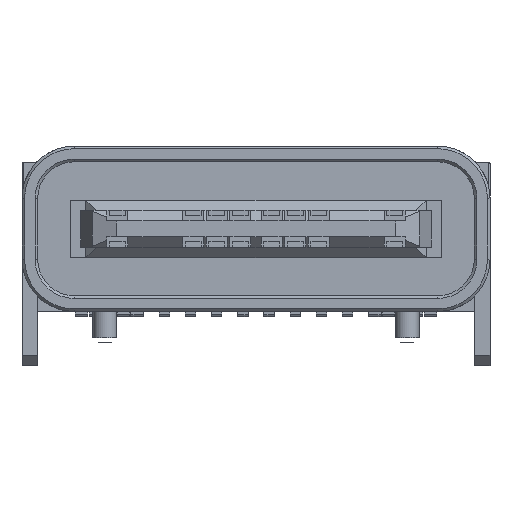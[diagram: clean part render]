
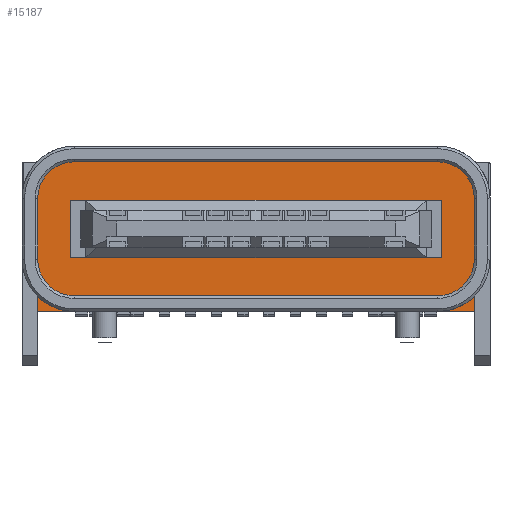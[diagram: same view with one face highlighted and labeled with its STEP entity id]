
A CAD part, front view. The second image highlights one B-rep face of the part: STEP entity #15187.
In plain terms, the highlighted planar face has unit normal (0, -1, 0).
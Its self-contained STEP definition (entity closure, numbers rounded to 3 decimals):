
#463=FACE_BOUND('',#2082,.T.);
#524=PLANE('',#16100);
#1236=FACE_OUTER_BOUND('',#2081,.T.);
#2081=EDGE_LOOP('',(#10185,#10186,#10187,#10188,#10189,#10190));
#2082=EDGE_LOOP('',(#10191,#10192,#10193,#10194));
#2922=LINE('',#20772,#4638);
#3072=LINE('',#21099,#4788);
#3073=LINE('',#21103,#4789);
#3074=LINE('',#21104,#4790);
#3075=LINE('',#21107,#4791);
#3076=LINE('',#21109,#4792);
#3077=LINE('',#21111,#4793);
#3078=LINE('',#21112,#4794);
#4638=VECTOR('',#17073,1.);
#4788=VECTOR('',#17305,1.);
#4789=VECTOR('',#17308,1.);
#4790=VECTOR('',#17309,1.);
#4791=VECTOR('',#17310,1.);
#4792=VECTOR('',#17311,1.);
#4793=VECTOR('',#17312,1.);
#4794=VECTOR('',#17313,1.);
#6354=CIRCLE('',#16063,0.7);
#6358=CIRCLE('',#16101,0.7);
#6494=VERTEX_POINT('',#20769);
#6495=VERTEX_POINT('',#20771);
#6499=VERTEX_POINT('',#20781);
#6631=VERTEX_POINT('',#21098);
#6632=VERTEX_POINT('',#21100);
#6633=VERTEX_POINT('',#21102);
#6634=VERTEX_POINT('',#21105);
#6635=VERTEX_POINT('',#21106);
#6636=VERTEX_POINT('',#21108);
#6637=VERTEX_POINT('',#21110);
#7876=EDGE_CURVE('',#6495,#6494,#2922,.T.);
#7882=EDGE_CURVE('',#6494,#6499,#6354,.T.);
#8032=EDGE_CURVE('',#6631,#6499,#3072,.T.);
#8033=EDGE_CURVE('',#6632,#6631,#6358,.T.);
#8034=EDGE_CURVE('',#6633,#6632,#3073,.T.);
#8035=EDGE_CURVE('',#6495,#6633,#3074,.T.);
#8036=EDGE_CURVE('',#6634,#6635,#3075,.T.);
#8037=EDGE_CURVE('',#6634,#6636,#3076,.T.);
#8038=EDGE_CURVE('',#6637,#6636,#3077,.T.);
#8039=EDGE_CURVE('',#6635,#6637,#3078,.T.);
#10185=ORIENTED_EDGE('',*,*,#7882,.T.);
#10186=ORIENTED_EDGE('',*,*,#8032,.F.);
#10187=ORIENTED_EDGE('',*,*,#8033,.F.);
#10188=ORIENTED_EDGE('',*,*,#8034,.F.);
#10189=ORIENTED_EDGE('',*,*,#8035,.F.);
#10190=ORIENTED_EDGE('',*,*,#7876,.T.);
#10191=ORIENTED_EDGE('',*,*,#8036,.F.);
#10192=ORIENTED_EDGE('',*,*,#8037,.T.);
#10193=ORIENTED_EDGE('',*,*,#8038,.F.);
#10194=ORIENTED_EDGE('',*,*,#8039,.F.);
#15187=ADVANCED_FACE('',(#1236,#463),#524,.T.);
#16063=AXIS2_PLACEMENT_3D('',#20783,#17083,#17084);
#16100=AXIS2_PLACEMENT_3D('',#21097,#17303,#17304);
#16101=AXIS2_PLACEMENT_3D('',#21101,#17306,#17307);
#17073=DIRECTION('',(0.,0.,1.));
#17083=DIRECTION('center_axis',(0.,-1.,0.));
#17084=DIRECTION('ref_axis',(0.,0.,1.));
#17303=DIRECTION('center_axis',(0.,-1.,0.));
#17304=DIRECTION('ref_axis',(0.,0.,1.));
#17305=DIRECTION('',(1.,0.,0.));
#17306=DIRECTION('center_axis',(0.,1.,0.));
#17307=DIRECTION('ref_axis',(0.,0.,
1.));
#17308=DIRECTION('',(0.,0.,1.));
#17309=DIRECTION('',(-1.,0.,0.));
#17310=DIRECTION('',(-1.,0.,0.));
#17311=DIRECTION('',(0.,0.,-1.));
#17312=DIRECTION('',(1.,0.,0.));
#17313=DIRECTION('',(0.,0.,-1.));
#20769=CARTESIAN_POINT('',(4.17,0.431,2.235));
#20771=CARTESIAN_POINT('',(4.17,0.431,0.075));
#20772=CARTESIAN_POINT('',(4.17,0.431,1.075));
#20781=CARTESIAN_POINT('',(3.47,0.431,2.935));
#20783=CARTESIAN_POINT('Origin',(3.47,0.431,2.235));
#21097=CARTESIAN_POINT('Origin',(-4.17,0.431,11.467));
#21098=CARTESIAN_POINT('',(-3.47,0.431,2.935));
#21099=CARTESIAN_POINT('',(-3.47,0.431,2.935));
#21100=CARTESIAN_POINT('',(-4.17,0.431,2.235));
#21101=CARTESIAN_POINT('Origin',(-3.47,0.431,2.235));
#21102=CARTESIAN_POINT('',(-4.17,0.431,0.075));
#21103=CARTESIAN_POINT('',(-4.17,0.431,1.075));
#21104=CARTESIAN_POINT('',(4.17,0.431,0.075));
#21105=CARTESIAN_POINT('',(3.55,0.431,2.205));
#21106=CARTESIAN_POINT('',(-3.55,0.431,2.205));
#21107=CARTESIAN_POINT('',(-3.55,0.431,2.205));
#21108=CARTESIAN_POINT('',(3.55,0.431,1.105));
#21109=CARTESIAN_POINT('',(3.55,0.431,2.205));
#21110=CARTESIAN_POINT('',(-3.55,0.431,1.105));
#21111=CARTESIAN_POINT('',(-3.55,0.431,1.105));
#21112=CARTESIAN_POINT('',(-3.55,0.431,2.205));
